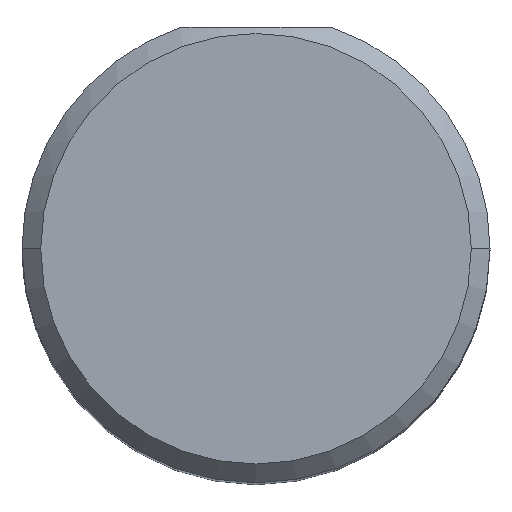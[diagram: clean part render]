
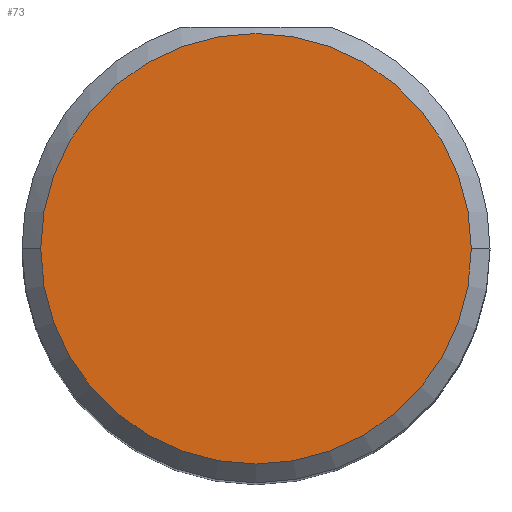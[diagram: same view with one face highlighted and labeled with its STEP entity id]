
A CAD part, top view. The second image highlights one B-rep face of the part: STEP entity #73.
In plain terms, the highlighted planar face has unit normal (0, 0, 1).
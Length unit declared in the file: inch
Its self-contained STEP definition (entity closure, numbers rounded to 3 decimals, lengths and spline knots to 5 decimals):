
#56 = CARTESIAN_POINT ( 'NONE',  ( 0.75, 0., 2.5 ) ) ;
#73 = ADVANCED_FACE ( 'NONE', ( #523 ), #494, .T. ) ;
#104 = CIRCLE ( 'NONE', #194, 0.1725 ) ;
#109 = EDGE_CURVE ( 'NONE', #395, #474, #193, .T. ) ;
#137 = ORIENTED_EDGE ( 'NONE', *, *, #109, .F. ) ;
#146 = AXIS2_PLACEMENT_3D ( 'NONE', #56, #220, #391 ) ;
#172 = EDGE_LOOP ( 'NONE', ( #332, #137 ) ) ;
#175 = CARTESIAN_POINT ( 'NONE',  ( 0.9225, 0., 2.5 ) ) ;
#192 = CARTESIAN_POINT ( 'NONE',  ( 0.75, 0., 2.5 ) ) ;
#193 = CIRCLE ( 'NONE', #146, 0.1725 ) ;
#194 = AXIS2_PLACEMENT_3D ( 'NONE', #449, #222, #519 ) ;
#220 = DIRECTION ( 'NONE',  ( 0., 0., -1. ) ) ;
#222 = DIRECTION ( 'NONE',  ( 0., 0., -1. ) ) ;
#258 = DIRECTION ( 'NONE',  ( -1., 0., 0. ) ) ;
#332 = ORIENTED_EDGE ( 'NONE', *, *, #545, .F. ) ;
#391 = DIRECTION ( 'NONE',  ( -1., 0., 0. ) ) ;
#395 = VERTEX_POINT ( 'NONE', #558 ) ;
#417 = AXIS2_PLACEMENT_3D ( 'NONE', #192, #448, #258 ) ;
#448 = DIRECTION ( 'NONE',  ( 0., 0., 1. ) ) ;
#449 = CARTESIAN_POINT ( 'NONE',  ( 0.75, 0., 2.5 ) ) ;
#474 = VERTEX_POINT ( 'NONE', #175 ) ;
#494 = PLANE ( 'NONE',  #417 ) ;
#519 = DIRECTION ( 'NONE',  ( -1., 0., 0. ) ) ;
#523 = FACE_OUTER_BOUND ( 'NONE', #172, .T. ) ;
#545 = EDGE_CURVE ( 'NONE', #474, #395, #104, .T. ) ;
#558 = CARTESIAN_POINT ( 'NONE',  ( 0.5775, 0., 2.5 ) ) ;
